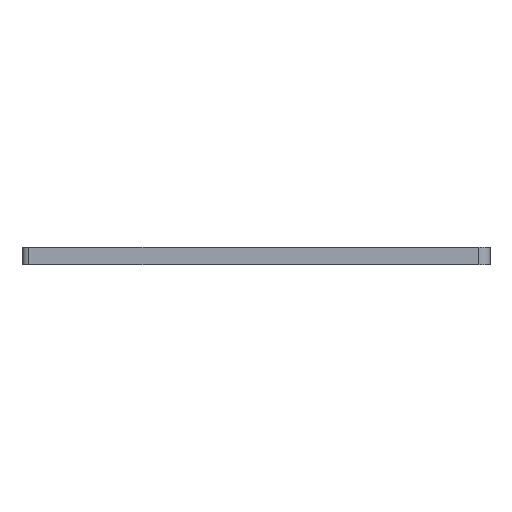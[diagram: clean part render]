
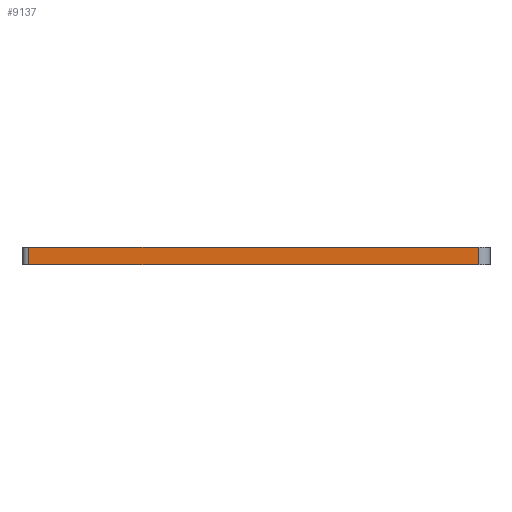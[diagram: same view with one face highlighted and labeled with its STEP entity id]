
A CAD part, left-side view. The second image highlights one B-rep face of the part: STEP entity #9137.
In plain terms, the highlighted planar face has unit normal (-1, 0, 0).
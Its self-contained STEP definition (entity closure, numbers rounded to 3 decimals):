
#83 = PLANE('',#84);
#84 = AXIS2_PLACEMENT_3D('',#85,#86,#87);
#85 = CARTESIAN_POINT('',(124.807,-106.015,4.69));
#86 = DIRECTION('',(-0.,-0.,-1.));
#87 = DIRECTION('',(-1.,0.,0.));
#111 = CYLINDRICAL_SURFACE('',#112,2.851);
#112 = AXIS2_PLACEMENT_3D('',#113,#114,#115);
#113 = CARTESIAN_POINT('',(57.046,-165.171,0.));
#114 = DIRECTION('',(-0.,-0.,-1.));
#115 = DIRECTION('',(1.,0.,-0.));
#137 = PLANE('',#138);
#138 = AXIS2_PLACEMENT_3D('',#139,#140,#141);
#139 = CARTESIAN_POINT('',(124.807,-106.015,0.));
#140 = DIRECTION('',(-0.,-0.,-1.));
#141 = DIRECTION('',(-1.,0.,0.));
#238 = EDGE_CURVE('',#239,#241,#243,.T.);
#239 = VERTEX_POINT('',#240);
#240 = CARTESIAN_POINT('',(54.2,-165.,0.));
#241 = VERTEX_POINT('',#242);
#242 = CARTESIAN_POINT('',(54.2,-165.,4.69));
#243 = SURFACE_CURVE('',#244,(#248,#255),.PCURVE_S1.);
#244 = LINE('',#245,#246);
#245 = CARTESIAN_POINT('',(54.2,-165.,0.));
#246 = VECTOR('',#247,1.);
#247 = DIRECTION('',(0.,0.,1.));
#248 = PCURVE('',#111,#249);
#249 = DEFINITIONAL_REPRESENTATION('',(#250),#254);
#250 = LINE('',#251,#252);
#251 = CARTESIAN_POINT('',(-3.082,0.));
#252 = VECTOR('',#253,1.);
#253 = DIRECTION('',(-0.,-1.));
#254 = ( GEOMETRIC_REPRESENTATION_CONTEXT(2) 
PARAMETRIC_REPRESENTATION_CONTEXT() REPRESENTATION_CONTEXT('2D SPACE',''
  ) );
#255 = PCURVE('',#256,#261);
#256 = PLANE('',#257);
#257 = AXIS2_PLACEMENT_3D('',#258,#259,#260);
#258 = CARTESIAN_POINT('',(54.2,-165.,0.));
#259 = DIRECTION('',(-1.,0.,0.));
#260 = DIRECTION('',(0.,1.,0.));
#261 = DEFINITIONAL_REPRESENTATION('',(#262),#266);
#262 = LINE('',#263,#264);
#263 = CARTESIAN_POINT('',(0.,0.));
#264 = VECTOR('',#265,1.);
#265 = DIRECTION('',(0.,-1.));
#266 = ( GEOMETRIC_REPRESENTATION_CONTEXT(2) 
PARAMETRIC_REPRESENTATION_CONTEXT() REPRESENTATION_CONTEXT('2D SPACE',''
  ) );
#326 = EDGE_CURVE('',#239,#327,#329,.T.);
#327 = VERTEX_POINT('',#328);
#328 = CARTESIAN_POINT('',(54.2,-46.,0.));
#329 = SURFACE_CURVE('',#330,(#334,#341),.PCURVE_S1.);
#330 = LINE('',#331,#332);
#331 = CARTESIAN_POINT('',(54.2,-165.,0.));
#332 = VECTOR('',#333,1.);
#333 = DIRECTION('',(0.,1.,0.));
#334 = PCURVE('',#137,#335);
#335 = DEFINITIONAL_REPRESENTATION('',(#336),#340);
#336 = LINE('',#337,#338);
#337 = CARTESIAN_POINT('',(70.607,-58.985));
#338 = VECTOR('',#339,1.);
#339 = DIRECTION('',(0.,1.));
#340 = ( GEOMETRIC_REPRESENTATION_CONTEXT(2) 
PARAMETRIC_REPRESENTATION_CONTEXT() REPRESENTATION_CONTEXT('2D SPACE',''
  ) );
#341 = PCURVE('',#256,#342);
#342 = DEFINITIONAL_REPRESENTATION('',(#343),#347);
#343 = LINE('',#344,#345);
#344 = CARTESIAN_POINT('',(0.,0.));
#345 = VECTOR('',#346,1.);
#346 = DIRECTION('',(1.,0.));
#347 = ( GEOMETRIC_REPRESENTATION_CONTEXT(2) 
PARAMETRIC_REPRESENTATION_CONTEXT() REPRESENTATION_CONTEXT('2D SPACE',''
  ) );
#370 = CYLINDRICAL_SURFACE('',#371,1.874);
#371 = AXIS2_PLACEMENT_3D('',#372,#373,#374);
#372 = CARTESIAN_POINT('',(56.073,-46.074,0.));
#373 = DIRECTION('',(-0.,-0.,-1.));
#374 = DIRECTION('',(1.,0.,-0.));
#5061 = EDGE_CURVE('',#241,#5062,#5064,.T.);
#5062 = VERTEX_POINT('',#5063);
#5063 = CARTESIAN_POINT('',(54.2,-46.,4.69));
#5064 = SURFACE_CURVE('',#5065,(#5069,#5076),.PCURVE_S1.);
#5065 = LINE('',#5066,#5067);
#5066 = CARTESIAN_POINT('',(54.2,-165.,4.69));
#5067 = VECTOR('',#5068,1.);
#5068 = DIRECTION('',(0.,1.,0.));
#5069 = PCURVE('',#83,#5070);
#5070 = DEFINITIONAL_REPRESENTATION('',(#5071),#5075);
#5071 = LINE('',#5072,#5073);
#5072 = CARTESIAN_POINT('',(70.607,-58.985));
#5073 = VECTOR('',#5074,1.);
#5074 = DIRECTION('',(0.,1.));
#5075 = ( GEOMETRIC_REPRESENTATION_CONTEXT(2) 
PARAMETRIC_REPRESENTATION_CONTEXT() REPRESENTATION_CONTEXT('2D SPACE',''
  ) );
#5076 = PCURVE('',#256,#5077);
#5077 = DEFINITIONAL_REPRESENTATION('',(#5078),#5082);
#5078 = LINE('',#5079,#5080);
#5079 = CARTESIAN_POINT('',(0.,-4.69));
#5080 = VECTOR('',#5081,1.);
#5081 = DIRECTION('',(1.,0.));
#5082 = ( GEOMETRIC_REPRESENTATION_CONTEXT(2) 
PARAMETRIC_REPRESENTATION_CONTEXT() REPRESENTATION_CONTEXT('2D SPACE',''
  ) );
#9137 = ADVANCED_FACE('',(#9138),#256,.T.);
#9138 = FACE_BOUND('',#9139,.T.);
#9139 = EDGE_LOOP('',(#9140,#9141,#9142,#9163));
#9140 = ORIENTED_EDGE('',*,*,#238,.T.);
#9141 = ORIENTED_EDGE('',*,*,#5061,.T.);
#9142 = ORIENTED_EDGE('',*,*,#9143,.F.);
#9143 = EDGE_CURVE('',#327,#5062,#9144,.T.);
#9144 = SURFACE_CURVE('',#9145,(#9149,#9156),.PCURVE_S1.);
#9145 = LINE('',#9146,#9147);
#9146 = CARTESIAN_POINT('',(54.2,-46.,0.));
#9147 = VECTOR('',#9148,1.);
#9148 = DIRECTION('',(0.,0.,1.));
#9149 = PCURVE('',#256,#9150);
#9150 = DEFINITIONAL_REPRESENTATION('',(#9151),#9155);
#9151 = LINE('',#9152,#9153);
#9152 = CARTESIAN_POINT('',(119.,0.));
#9153 = VECTOR('',#9154,1.);
#9154 = DIRECTION('',(0.,-1.));
#9155 = ( GEOMETRIC_REPRESENTATION_CONTEXT(2) 
PARAMETRIC_REPRESENTATION_CONTEXT() REPRESENTATION_CONTEXT('2D SPACE',''
  ) );
#9156 = PCURVE('',#370,#9157);
#9157 = DEFINITIONAL_REPRESENTATION('',(#9158),#9162);
#9158 = LINE('',#9159,#9160);
#9159 = CARTESIAN_POINT('',(-3.102,0.));
#9160 = VECTOR('',#9161,1.);
#9161 = DIRECTION('',(-0.,-1.));
#9162 = ( GEOMETRIC_REPRESENTATION_CONTEXT(2) 
PARAMETRIC_REPRESENTATION_CONTEXT() REPRESENTATION_CONTEXT('2D SPACE',''
  ) );
#9163 = ORIENTED_EDGE('',*,*,#326,.F.);
